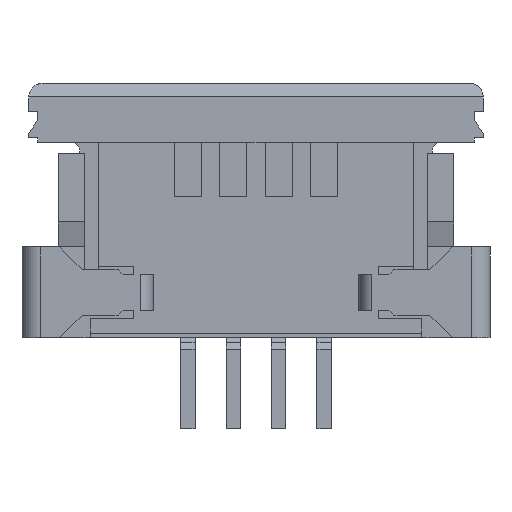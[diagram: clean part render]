
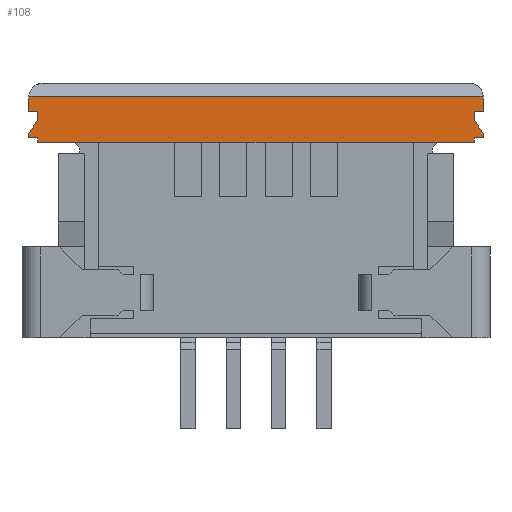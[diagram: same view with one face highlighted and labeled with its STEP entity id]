
A CAD part, front view. The second image highlights one B-rep face of the part: STEP entity #108.
In plain terms, the highlighted planar face has unit normal (0, -1, 0).
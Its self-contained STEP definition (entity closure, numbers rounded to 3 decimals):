
#108=ADVANCED_FACE('',(#540),#541,.T.);
#540=FACE_OUTER_BOUND('',#1323,.T.);
#541=PLANE('',#1324);
#1323=EDGE_LOOP('',(#2355,#2356,#2357,#2358,#2359,#2360,#2361,#2362,#2363,#2364,#2365,#2366,#2367,#2368,#2369,#2370,#2371,#2372));
#1324=AXIS2_PLACEMENT_3D('',#2373,#2374,#2375);
#2355=ORIENTED_EDGE('',*,*,#5609,.F.);
#2356=ORIENTED_EDGE('',*,*,#5610,.F.);
#2357=ORIENTED_EDGE('',*,*,#5611,.F.);
#2358=ORIENTED_EDGE('',*,*,#5612,.F.);
#2359=ORIENTED_EDGE('',*,*,#5613,.F.);
#2360=ORIENTED_EDGE('',*,*,#5614,.F.);
#2361=ORIENTED_EDGE('',*,*,#5615,.F.);
#2362=ORIENTED_EDGE('',*,*,#5616,.F.);
#2363=ORIENTED_EDGE('',*,*,#5617,.F.);
#2364=ORIENTED_EDGE('',*,*,#5618,.F.);
#2365=ORIENTED_EDGE('',*,*,#5619,.F.);
#2366=ORIENTED_EDGE('',*,*,#5620,.F.);
#2367=ORIENTED_EDGE('',*,*,#5621,.F.);
#2368=ORIENTED_EDGE('',*,*,#5622,.F.);
#2369=ORIENTED_EDGE('',*,*,#5623,.F.);
#2370=ORIENTED_EDGE('',*,*,#5624,.F.);
#2371=ORIENTED_EDGE('',*,*,#5625,.F.);
#2372=ORIENTED_EDGE('',*,*,#5608,.F.);
#2373=CARTESIAN_POINT('',(-3.175,-1.03,2.8));
#2374=DIRECTION('',(0.0,-1.0,0.0));
#2375=DIRECTION('',(0.0,0.0,-1.0));
#5608=EDGE_CURVE('',#6894,#6890,#6896,.T.);
#5609=EDGE_CURVE('',#6897,#6894,#6898,.T.);
#5610=EDGE_CURVE('',#6899,#6897,#6900,.T.);
#5611=EDGE_CURVE('',#6901,#6899,#6902,.T.);
#5612=EDGE_CURVE('',#6903,#6901,#6904,.T.);
#5613=EDGE_CURVE('',#6905,#6903,#6906,.T.);
#5614=EDGE_CURVE('',#6907,#6905,#6908,.T.);
#5615=EDGE_CURVE('',#6909,#6907,#6910,.T.);
#5616=EDGE_CURVE('',#6804,#6909,#6911,.T.);
#5617=EDGE_CURVE('',#6912,#6804,#6913,.T.);
#5618=EDGE_CURVE('',#6914,#6912,#6915,.T.);
#5619=EDGE_CURVE('',#6916,#6914,#6917,.T.);
#5620=EDGE_CURVE('',#6918,#6916,#6919,.T.);
#5621=EDGE_CURVE('',#6920,#6918,#6921,.T.);
#5622=EDGE_CURVE('',#6922,#6920,#6923,.T.);
#5623=EDGE_CURVE('',#6924,#6922,#6925,.T.);
#5624=EDGE_CURVE('',#6926,#6924,#6927,.T.);
#5625=EDGE_CURVE('',#6890,#6926,#6928,.T.);
#6804=VERTEX_POINT('',#8760);
#6890=VERTEX_POINT('',#8899);
#6894=VERTEX_POINT('',#8911);
#6896=LINE('',#8920,#8921);
#6897=VERTEX_POINT('',#8922);
#6898=LINE('',#8923,#8924);
#6899=VERTEX_POINT('',#8925);
#6900=LINE('',#8926,#8927);
#6901=VERTEX_POINT('',#8928);
#6902=LINE('',#8929,#8930);
#6903=VERTEX_POINT('',#8931);
#6904=LINE('',#8932,#8933);
#6905=VERTEX_POINT('',#8934);
#6906=LINE('',#8935,#8936);
#6907=VERTEX_POINT('',#8937);
#6908=LINE('',#8938,#8939);
#6909=VERTEX_POINT('',#8940);
#6910=LINE('',#8941,#8942);
#6911=LINE('',#8943,#8944);
#6912=VERTEX_POINT('',#8945);
#6913=LINE('',#8946,#8947);
#6914=VERTEX_POINT('',#8948);
#6915=LINE('',#8949,#8950);
#6916=VERTEX_POINT('',#8951);
#6917=LINE('',#8952,#8953);
#6918=VERTEX_POINT('',#8954);
#6919=LINE('',#8955,#8956);
#6920=VERTEX_POINT('',#8957);
#6921=LINE('',#8958,#8959);
#6922=VERTEX_POINT('',#8960);
#6923=LINE('',#8961,#8962);
#6924=VERTEX_POINT('',#8963);
#6925=LINE('',#8964,#8965);
#6926=VERTEX_POINT('',#8966);
#6927=LINE('',#8967,#8968);
#6928=LINE('',#8969,#8970);
#8760=CARTESIAN_POINT('',(-3.475,-1.03,1.5));
#8899=CARTESIAN_POINT('',(5.0,-1.03,2.5));
#8911=CARTESIAN_POINT('',(-5.0,-1.03,2.5));
#8920=CARTESIAN_POINT('',(-5.0,-1.03,2.5));
#8921=VECTOR('',#11537,10.0);
#8922=CARTESIAN_POINT('',(-5.0,-1.03,2.18));
#8923=CARTESIAN_POINT('',(-5.0,-1.03,2.18));
#8924=VECTOR('',#11538,0.32);
#8925=CARTESIAN_POINT('',(-4.8,-1.03,2.18));
#8926=CARTESIAN_POINT('',(-4.8,-1.03,2.18));
#8927=VECTOR('',#11539,0.2);
#8928=CARTESIAN_POINT('',(-4.8,-1.03,2.0));
#8929=CARTESIAN_POINT('',(-4.8,-1.03,2.0));
#8930=VECTOR('',#11540,0.18);
#8931=CARTESIAN_POINT('',(-5.0,-1.03,1.7));
#8932=CARTESIAN_POINT('',(-5.0,-1.03,1.7));
#8933=VECTOR('',#11541,0.361);
#8934=CARTESIAN_POINT('',(-5.0,-1.03,1.6));
#8935=CARTESIAN_POINT('',(-5.0,-1.03,1.6));
#8936=VECTOR('',#11542,0.1);
#8937=CARTESIAN_POINT('',(-4.8,-1.03,1.6));
#8938=CARTESIAN_POINT('',(-4.8,-1.03,1.6));
#8939=VECTOR('',#11543,0.2);
#8940=CARTESIAN_POINT('',(-4.8,-1.03,1.5));
#8941=CARTESIAN_POINT('',(-4.8,-1.03,1.5));
#8942=VECTOR('',#11544,0.1);
#8943=CARTESIAN_POINT('',(-3.475,-1.03,1.5));
#8944=VECTOR('',#11545,1.325);
#8945=CARTESIAN_POINT('',(3.475,-1.03,1.5));
#8946=CARTESIAN_POINT('',(3.475,-1.03,1.5));
#8947=VECTOR('',#11546,6.95);
#8948=CARTESIAN_POINT('',(4.8,-1.03,1.5));
#8949=CARTESIAN_POINT('',(4.8,-1.03,1.5));
#8950=VECTOR('',#11547,1.325);
#8951=CARTESIAN_POINT('',(4.8,-1.03,1.6));
#8952=CARTESIAN_POINT('',(4.8,-1.03,1.6));
#8953=VECTOR('',#11548,0.1);
#8954=CARTESIAN_POINT('',(5.0,-1.03,1.6));
#8955=CARTESIAN_POINT('',(5.0,-1.03,1.6));
#8956=VECTOR('',#11549,0.2);
#8957=CARTESIAN_POINT('',(5.0,-1.03,1.7));
#8958=CARTESIAN_POINT('',(5.0,-1.03,1.7));
#8959=VECTOR('',#11550,0.1);
#8960=CARTESIAN_POINT('',(4.8,-1.03,2.0));
#8961=CARTESIAN_POINT('',(4.8,-1.03,2.0));
#8962=VECTOR('',#11551,0.361);
#8963=CARTESIAN_POINT('',(4.8,-1.03,2.18));
#8964=CARTESIAN_POINT('',(4.8,-1.03,2.18));
#8965=VECTOR('',#11552,0.18);
#8966=CARTESIAN_POINT('',(5.0,-1.03,2.18));
#8967=CARTESIAN_POINT('',(5.0,-1.03,2.18));
#8968=VECTOR('',#11553,0.2);
#8969=CARTESIAN_POINT('',(5.0,-1.03,2.5));
#8970=VECTOR('',#11554,0.32);
#11537=DIRECTION('',(1.0,0.0,0.0));
#11538=DIRECTION('',(0.0,0.0,1.0));
#11539=DIRECTION('',(-1.0,0.0,0.0));
#11540=DIRECTION('',(0.0,0.0,1.0));
#11541=DIRECTION('',(0.555,0.0,0.832));
#11542=DIRECTION('',(0.0,0.0,1.0));
#11543=DIRECTION('',(-1.0,0.0,0.0));
#11544=DIRECTION('',(0.0,0.0,1.0));
#11545=DIRECTION('',(-1.0,0.0,0.0));
#11546=DIRECTION('',(-1.0,0.0,0.0));
#11547=DIRECTION('',(-1.0,0.0,0.0));
#11548=DIRECTION('',(0.0,0.0,-1.0));
#11549=DIRECTION('',(-1.0,0.0,0.0));
#11550=DIRECTION('',(0.0,0.0,-1.0));
#11551=DIRECTION('',(0.555,0.0,-0.832));
#11552=DIRECTION('',(0.0,0.0,-1.0));
#11553=DIRECTION('',(-1.0,0.0,0.0));
#11554=DIRECTION('',(0.0,0.0,-1.0));
